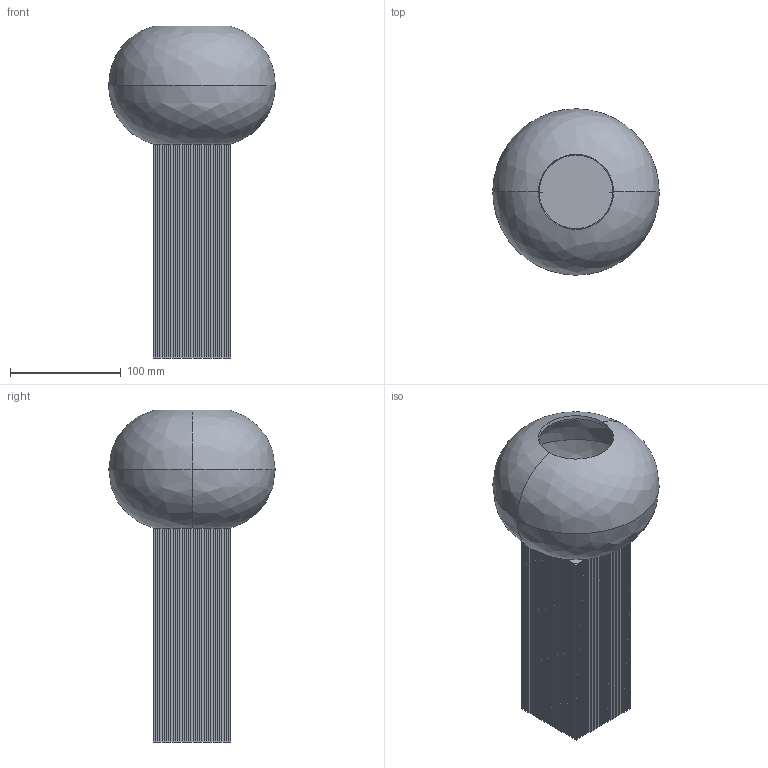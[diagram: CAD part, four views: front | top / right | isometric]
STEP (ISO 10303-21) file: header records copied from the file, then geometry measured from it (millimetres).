
FILE_DESCRIPTION(/* description */ (''),/* implementation_level */ '2;1');
FILE_NAME(/* name */ 'Empire Vase Mini',/* time_stamp */ '2022-05-10T12:28:21+02:00',/* author */ (''),/* organization */ (''),/* preprocessor_version */ 'ST-DEVELOPER v15',/* originating_system */ '',/* authorisation */ '');
FILE_SCHEMA (('AUTOMOTIVE_DESIGN'));
Length unit declared in the file: millimetre
Products named in the file (1): Document
Bounding box: 150 x 149.99 x 299.37 mm (x, y, z)
Volume: 990045.6 mm3; surface area: 185071.4 mm2
Topology: 2 solids, 3 shells, 293 faces, 867 edges, 577 vertices
Faces by surface type: plane 278, bspline 15
Entity records: 8767 total; most frequent: CARTESIAN_POINT 3222, ORIENTED_EDGE 1724, EDGE_CURVE 863, B_SPLINE_CURVE_WITH_KNOTS 832, VERTEX_POINT 573, ADVANCED_FACE 293, FACE_OUTER_BOUND 293, EDGE_LOOP 293
